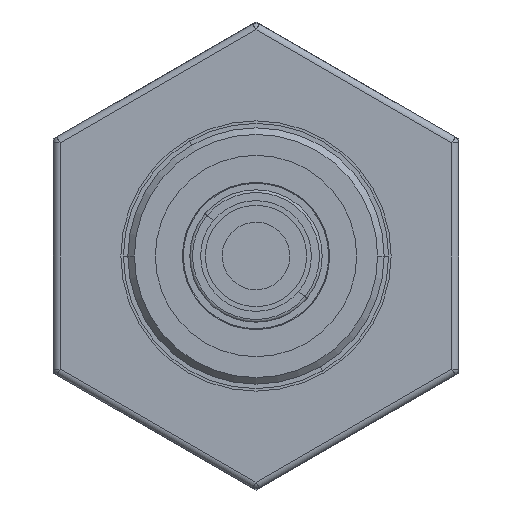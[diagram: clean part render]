
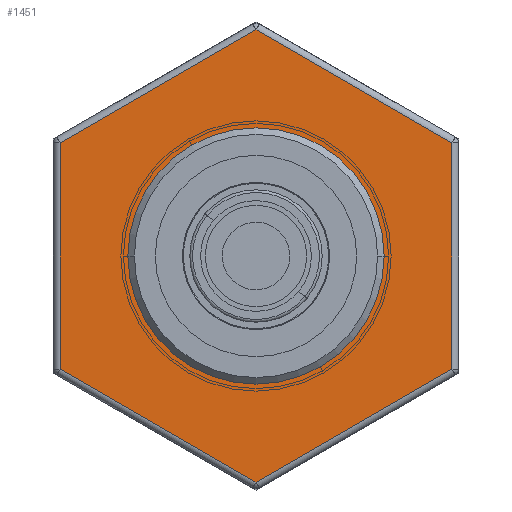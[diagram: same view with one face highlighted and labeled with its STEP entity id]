
A CAD part, left-side view. The second image highlights one B-rep face of the part: STEP entity #1451.
In plain terms, the highlighted planar face has unit normal (-1, 0, 0).
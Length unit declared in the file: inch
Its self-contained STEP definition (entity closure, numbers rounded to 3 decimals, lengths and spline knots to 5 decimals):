
#646 = VERTEX_POINT ( 'NONE', #1613 ) ;
#938 = EDGE_LOOP ( 'NONE', ( #993, #992, #991, #1005, #1003, #989 ) ) ;
#946 = EDGE_LOOP ( 'NONE', ( #996, #994 ) ) ;
#989 = ORIENTED_EDGE ( 'NONE', *, *, #6291, .T. ) ;
#991 = ORIENTED_EDGE ( 'NONE', *, *, #6294, .T. ) ;
#992 = ORIENTED_EDGE ( 'NONE', *, *, #6299, .T. ) ;
#993 = ORIENTED_EDGE ( 'NONE', *, *, #6296, .T. ) ;
#994 = ORIENTED_EDGE ( 'NONE', *, *, #6306, .F. ) ;
#996 = ORIENTED_EDGE ( 'NONE', *, *, #7639, .F. ) ;
#1003 = ORIENTED_EDGE ( 'NONE', *, *, #6293, .T. ) ;
#1005 = ORIENTED_EDGE ( 'NONE', *, *, #6292, .T. ) ;
#1451 = ADVANCED_FACE ( 'NONE', ( #6792, #6795 ), #2787, .T. ) ;
#1613 = CARTESIAN_POINT ( 'NONE',  ( -1.06832, -0.725, 0.41858 ) ) ;
#2043 = LINE ( 'NONE', #3783, #2050 ) ;
#2048 = LINE ( 'NONE', #3782, #2052 ) ;
#2050 = VECTOR ( 'NONE', #3775, 39.37008 ) ;
#2051 = LINE ( 'NONE', #3789, #2054 ) ;
#2052 = VECTOR ( 'NONE', #3788, 39.37008 ) ;
#2053 = LINE ( 'NONE', #3791, #2056 ) ;
#2054 = VECTOR ( 'NONE', #3790, 39.37008 ) ;
#2056 = VECTOR ( 'NONE', #3792, 39.37008 ) ;
#2057 = LINE ( 'NONE', #3795, #2060 ) ;
#2060 = VECTOR ( 'NONE', #3796, 39.37008 ) ;
#2061 = LINE ( 'NONE', #3802, #2064 ) ;
#2064 = VECTOR ( 'NONE', #3797, 39.37008 ) ;
#2072 = CIRCLE ( 'NONE', #5595, 0.47425 ) ;
#2221 = AXIS2_PLACEMENT_3D ( 'NONE', #2864, #2809, #2807 ) ;
#2787 = PLANE ( 'NONE',  #2221 ) ;
#2807 = DIRECTION ( 'NONE',  ( 0., -0.5, -0.866 ) ) ;
#2809 = DIRECTION ( 'NONE',  ( -1., 0., 0. ) ) ;
#2864 = CARTESIAN_POINT ( 'NONE',  ( -1.06832, -0.75, 1.29904 ) ) ;
#2948 = CIRCLE ( 'NONE', #5631, 0.47425 ) ;
#3775 = DIRECTION ( 'NONE',  ( 0., 0., 1. ) ) ;
#3782 = CARTESIAN_POINT ( 'NONE',  ( -1.06832, -0.0125, -0.84437 ) ) ;
#3783 = CARTESIAN_POINT ( 'NONE',  ( -1.06832, -0.725, 0.43301 ) ) ;
#3788 = DIRECTION ( 'NONE',  ( 0., -0.866, -0.5 ) ) ;
#3789 = CARTESIAN_POINT ( 'NONE',  ( -1.06832, -0.7375, -0.41136 ) ) ;
#3790 = DIRECTION ( 'NONE',  ( 0., -0.866, 0.5 ) ) ;
#3791 = CARTESIAN_POINT ( 'NONE',  ( -1.06832, 0.725, -0.43301 ) ) ;
#3792 = DIRECTION ( 'NONE',  ( 0., 0., -1. ) ) ;
#3795 = CARTESIAN_POINT ( 'NONE',  ( -1.06832, 0.0125, 0.84437 ) ) ;
#3796 = DIRECTION ( 'NONE',  ( 0., 0.866, 0.5 ) ) ;
#3797 = DIRECTION ( 'NONE',  ( 0., 0.866, -0.5 ) ) ;
#3802 = CARTESIAN_POINT ( 'NONE',  ( -1.06832, 0.7375, 0.41136 ) ) ;
#3820 = CARTESIAN_POINT ( 'NONE',  ( -1.06832, 0., 0. ) ) ;
#3821 = DIRECTION ( 'NONE',  ( -1., 0., 0. ) ) ;
#3822 = DIRECTION ( 'NONE',  ( 0., -0.5, -0.866 ) ) ;
#4008 = CARTESIAN_POINT ( 'NONE',  ( -1.06832, 0.23713, 0.41072 ) ) ;
#4033 = CARTESIAN_POINT ( 'NONE',  ( -1.06832, 0.725, -0.41858 ) ) ;
#4145 = CARTESIAN_POINT ( 'NONE',  ( -1.06832, 0., 0. ) ) ;
#4146 = DIRECTION ( 'NONE',  ( -1., 0., 0. ) ) ;
#4147 = DIRECTION ( 'NONE',  ( 0., -0.5, -0.866 ) ) ;
#4980 = CARTESIAN_POINT ( 'NONE',  ( -1.06832, -0.23713, -0.41072 ) ) ;
#5091 = CARTESIAN_POINT ( 'NONE',  ( -1.06832, 0., -0.83716 ) ) ;
#5094 = CARTESIAN_POINT ( 'NONE',  ( -1.06832, 0., 0.83716 ) ) ;
#5149 = CARTESIAN_POINT ( 'NONE',  ( -1.06832, -0.725, -0.41858 ) ) ;
#5175 = CARTESIAN_POINT ( 'NONE',  ( -1.06832, 0.725, 0.41858 ) ) ;
#5595 = AXIS2_PLACEMENT_3D ( 'NONE', #3820, #3821, #3822 ) ;
#5631 = AXIS2_PLACEMENT_3D ( 'NONE', #4145, #4146, #4147 ) ;
#6291 = EDGE_CURVE ( 'NONE', #7848, #646, #2043, .T. ) ;
#6292 = EDGE_CURVE ( 'NONE', #7097, #7790, #2048, .T. ) ;
#6293 = EDGE_CURVE ( 'NONE', #7790, #7848, #2051, .T. ) ;
#6294 = EDGE_CURVE ( 'NONE', #7874, #7097, #2053, .T. ) ;
#6296 = EDGE_CURVE ( 'NONE', #646, #7793, #2057, .T. ) ;
#6299 = EDGE_CURVE ( 'NONE', #7793, #7874, #2061, .T. ) ;
#6306 = EDGE_CURVE ( 'NONE', #7710, #7072, #2072, .T. ) ;
#6792 = FACE_BOUND ( 'NONE', #946, .T. ) ;
#6795 = FACE_OUTER_BOUND ( 'NONE', #938, .T. ) ;
#7072 = VERTEX_POINT ( 'NONE', #4008 ) ;
#7097 = VERTEX_POINT ( 'NONE', #4033 ) ;
#7639 = EDGE_CURVE ( 'NONE', #7072, #7710, #2948, .T. ) ;
#7710 = VERTEX_POINT ( 'NONE', #4980 ) ;
#7790 = VERTEX_POINT ( 'NONE', #5091 ) ;
#7793 = VERTEX_POINT ( 'NONE', #5094 ) ;
#7848 = VERTEX_POINT ( 'NONE', #5149 ) ;
#7874 = VERTEX_POINT ( 'NONE', #5175 ) ;
